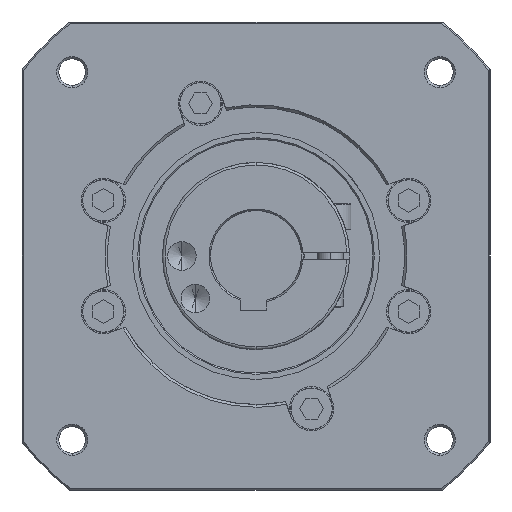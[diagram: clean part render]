
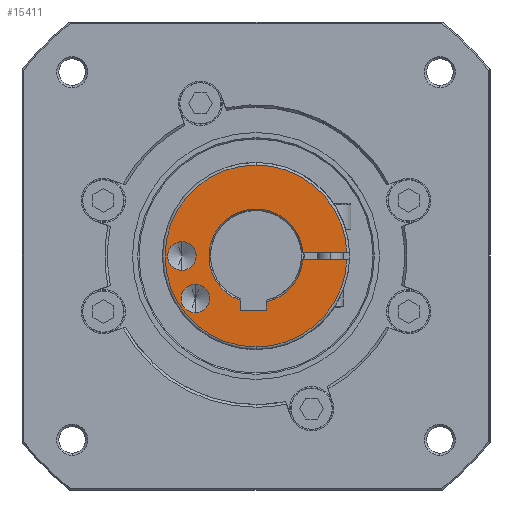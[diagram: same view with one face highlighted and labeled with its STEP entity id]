
A CAD part, left-side view. The second image highlights one B-rep face of the part: STEP entity #15411.
In plain terms, the highlighted planar face has unit normal (-1, 0, 0).
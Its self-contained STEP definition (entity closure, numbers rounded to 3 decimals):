
#76 = EDGE_LOOP ( 'NONE', ( #7278, #6779 ) ) ;
#368 = DIRECTION ( 'NONE',  ( 0., 0., -1. ) ) ;
#709 = VERTEX_POINT ( 'NONE', #13423 ) ;
#1060 = CARTESIAN_POINT ( 'NONE',  ( -202., -4., -20.8 ) ) ;
#1416 = CIRCLE ( 'NONE', #10764, 35. ) ;
#1603 = AXIS2_PLACEMENT_3D ( 'NONE', #5564, #17696, #10852 ) ;
#1676 = DIRECTION ( 'NONE',  ( -1., 0., 0. ) ) ;
#1715 = CARTESIAN_POINT ( 'NONE',  ( -202., 0., 0. ) ) ;
#2014 = CARTESIAN_POINT ( 'NONE',  ( -202., 23.346, -21.847 ) ) ;
#2439 = VERTEX_POINT ( 'NONE', #5510 ) ;
#2468 = VERTEX_POINT ( 'NONE', #21203 ) ;
#2824 = DIRECTION ( 'NONE',  ( 0., -1., 0. ) ) ;
#2897 = CARTESIAN_POINT ( 'NONE',  ( -202., 28.5, -5.5 ) ) ;
#3042 = FACE_OUTER_BOUND ( 'NONE', #17652, .T. ) ;
#3511 = DIRECTION ( 'NONE',  ( 0., 0., -1. ) ) ;
#3661 = AXIS2_PLACEMENT_3D ( 'NONE', #17326, #1676, #10421 ) ;
#4011 = ORIENTED_EDGE ( 'NONE', *, *, #4943, .F. ) ;
#4306 = CARTESIAN_POINT ( 'NONE',  ( -202., 0., 0. ) ) ;
#4513 = ORIENTED_EDGE ( 'NONE', *, *, #19675, .F. ) ;
#4514 = CARTESIAN_POINT ( 'NONE',  ( -202., -44.678, -1.5 ) ) ;
#4639 = ORIENTED_EDGE ( 'NONE', *, *, #6330, .T. ) ;
#4641 = CARTESIAN_POINT ( 'NONE',  ( -202., -44.678, 1.5 ) ) ;
#4787 = AXIS2_PLACEMENT_3D ( 'NONE', #12838, #10997, #18050 ) ;
#4892 = EDGE_LOOP ( 'NONE', ( #4513, #7079 ) ) ;
#4943 = EDGE_CURVE ( 'NONE', #709, #15397, #18920, .T. ) ;
#5076 = VERTEX_POINT ( 'NONE', #12158 ) ;
#5448 = VERTEX_POINT ( 'NONE', #16768 ) ;
#5450 = VERTEX_POINT ( 'NONE', #18592 ) ;
#5510 = CARTESIAN_POINT ( 'NONE',  ( -202., 6., -20.8 ) ) ;
#5564 = CARTESIAN_POINT ( 'NONE',  ( -202., 23.346, -16.347 ) ) ;
#6330 = EDGE_CURVE ( 'NONE', #709, #5448, #19960, .T. ) ;
#6549 = ORIENTED_EDGE ( 'NONE', *, *, #21592, .F. ) ;
#6599 = DIRECTION ( 'NONE',  ( 0., 0., -1. ) ) ;
#6779 = ORIENTED_EDGE ( 'NONE', *, *, #9165, .F. ) ;
#6966 = CARTESIAN_POINT ( 'NONE',  ( -202., -18.015, -1.5 ) ) ;
#7079 = ORIENTED_EDGE ( 'NONE', *, *, #18299, .F. ) ;
#7278 = ORIENTED_EDGE ( 'NONE', *, *, #19792, .F. ) ;
#7679 = FACE_BOUND ( 'NONE', #4892, .T. ) ;
#8023 = EDGE_CURVE ( 'NONE', #5448, #5450, #1416, .T. ) ;
#8199 = AXIS2_PLACEMENT_3D ( 'NONE', #16685, #13194, #18506 ) ;
#8237 = ORIENTED_EDGE ( 'NONE', *, *, #15639, .F. ) ;
#8722 = ORIENTED_EDGE ( 'NONE', *, *, #14288, .F. ) ;
#8811 = CARTESIAN_POINT ( 'NONE',  ( -202., 28.5, 5.5 ) ) ;
#9165 = EDGE_CURVE ( 'NONE', #18761, #22551, #21246, .T. ) ;
#9200 = ORIENTED_EDGE ( 'NONE', *, *, #13157, .T. ) ;
#9468 = EDGE_CURVE ( 'NONE', #19779, #17425, #16917, .T. ) ;
#9584 = DIRECTION ( 'NONE',  ( 0., 0., -1. ) ) ;
#10087 = DIRECTION ( 'NONE',  ( -1., 0., 0. ) ) ;
#10120 = LINE ( 'NONE', #22006, #14475 ) ;
#10421 = DIRECTION ( 'NONE',  ( 0., 0., -1. ) ) ;
#10592 = CARTESIAN_POINT ( 'NONE',  ( -202., 0., 0. ) ) ;
#10764 = AXIS2_PLACEMENT_3D ( 'NONE', #16578, #13166, #10955 ) ;
#10783 = CARTESIAN_POINT ( 'NONE',  ( -202., 28.5, 0. ) ) ;
#10847 = CARTESIAN_POINT ( 'NONE',  ( -202., -18.015, 1.5 ) ) ;
#10852 = DIRECTION ( 'NONE',  ( 0., 0., -1. ) ) ;
#10955 = DIRECTION ( 'NONE',  ( 0., 0., -1. ) ) ;
#10997 = DIRECTION ( 'NONE',  ( 1., 0., 0. ) ) ;
#11016 = CARTESIAN_POINT ( 'NONE',  ( -202., -34.968, -1.5 ) ) ;
#11055 = VERTEX_POINT ( 'NONE', #2014 ) ;
#11084 = LINE ( 'NONE', #1060, #17349 ) ;
#11254 = DIRECTION ( 'NONE',  ( 0., -1., 0. ) ) ;
#11285 = VERTEX_POINT ( 'NONE', #21888 ) ;
#11595 = VECTOR ( 'NONE', #22109, 1000. ) ;
#11746 = LINE ( 'NONE', #4514, #19885 ) ;
#11907 = CARTESIAN_POINT ( 'NONE',  ( -202., 6., -15.8 ) ) ;
#11980 = AXIS2_PLACEMENT_3D ( 'NONE', #10592, #15678, #3511 ) ;
#12034 = FACE_BOUND ( 'NONE', #76, .T. ) ;
#12060 = DIRECTION ( 'NONE',  ( 0., 0., -1. ) ) ;
#12158 = CARTESIAN_POINT ( 'NONE',  ( -202., 23.346, -10.847 ) ) ;
#12555 = VERTEX_POINT ( 'NONE', #11016 ) ;
#12706 = CIRCLE ( 'NONE', #3661, 5.5 ) ;
#12838 = CARTESIAN_POINT ( 'NONE',  ( -202., -18.077, 0. ) ) ;
#13134 = DIRECTION ( 'NONE',  ( -1., 0., 0. ) ) ;
#13157 = EDGE_CURVE ( 'NONE', #5450, #12555, #18068, .T. ) ;
#13166 = DIRECTION ( 'NONE',  ( -1., 0., 0. ) ) ;
#13194 = DIRECTION ( 'NONE',  ( -1., 0., 0. ) ) ;
#13423 = CARTESIAN_POINT ( 'NONE',  ( -202., -34.968, 1.5 ) ) ;
#13894 = ORIENTED_EDGE ( 'NONE', *, *, #17892, .F. ) ;
#14079 = DIRECTION ( 'NONE',  ( -1., 0., 0. ) ) ;
#14288 = EDGE_CURVE ( 'NONE', #15397, #11285, #22125, .T. ) ;
#14295 = ORIENTED_EDGE ( 'NONE', *, *, #22542, .F. ) ;
#14475 = VECTOR ( 'NONE', #17000, 1000. ) ;
#14527 = AXIS2_PLACEMENT_3D ( 'NONE', #1715, #10087, #12060 ) ;
#15283 = AXIS2_PLACEMENT_3D ( 'NONE', #4306, #13134, #21848 ) ;
#15397 = VERTEX_POINT ( 'NONE', #10847 ) ;
#15411 = ADVANCED_FACE ( 'NONE', ( #12034, #7679, #3042 ), #19668, .F. ) ;
#15639 = EDGE_CURVE ( 'NONE', #2468, #19779, #10120, .T. ) ;
#15678 = DIRECTION ( 'NONE',  ( -1., 0., 0. ) ) ;
#16554 = DIRECTION ( 'NONE',  ( -1., 0., 0. ) ) ;
#16578 = CARTESIAN_POINT ( 'NONE',  ( -202., 0., 0. ) ) ;
#16685 = CARTESIAN_POINT ( 'NONE',  ( -202., 28.5, 0. ) ) ;
#16768 = CARTESIAN_POINT ( 'NONE',  ( -202., 0., 35. ) ) ;
#16917 = CIRCLE ( 'NONE', #11980, 18.077 ) ;
#16998 = AXIS2_PLACEMENT_3D ( 'NONE', #18364, #16554, #9584 ) ;
#17000 = DIRECTION ( 'NONE',  ( 0., 0., 1. ) ) ;
#17326 = CARTESIAN_POINT ( 'NONE',  ( -202., 23.346, -16.347 ) ) ;
#17349 = VECTOR ( 'NONE', #11254, 1000. ) ;
#17425 = VERTEX_POINT ( 'NONE', #6966 ) ;
#17520 = ORIENTED_EDGE ( 'NONE', *, *, #9468, .F. ) ;
#17652 = EDGE_LOOP ( 'NONE', ( #13894, #6549, #8722, #4011, #4639, #21427, #9200, #14295, #17520, #8237 ) ) ;
#17696 = DIRECTION ( 'NONE',  ( -1., 0., 0. ) ) ;
#17892 = EDGE_CURVE ( 'NONE', #2439, #2468, #11084, .T. ) ;
#18050 = DIRECTION ( 'NONE',  ( 0., 0., 1. ) ) ;
#18068 = CIRCLE ( 'NONE', #14527, 35. ) ;
#18299 = EDGE_CURVE ( 'NONE', #5076, #11055, #22256, .T. ) ;
#18364 = CARTESIAN_POINT ( 'NONE',  ( -202., 0., 0. ) ) ;
#18506 = DIRECTION ( 'NONE',  ( 0., 0., -1. ) ) ;
#18588 = VECTOR ( 'NONE', #6599, 1000. ) ;
#18592 = CARTESIAN_POINT ( 'NONE',  ( -202., 0., -35. ) ) ;
#18761 = VERTEX_POINT ( 'NONE', #8811 ) ;
#18920 = LINE ( 'NONE', #4641, #11595 ) ;
#19132 = LINE ( 'NONE', #11907, #18588 ) ;
#19449 = CARTESIAN_POINT ( 'NONE',  ( -202., -4., -17.629 ) ) ;
#19668 = PLANE ( 'NONE',  #4787 ) ;
#19675 = EDGE_CURVE ( 'NONE', #11055, #5076, #12706, .T. ) ;
#19779 = VERTEX_POINT ( 'NONE', #19449 ) ;
#19792 = EDGE_CURVE ( 'NONE', #22551, #18761, #20820, .T. ) ;
#19885 = VECTOR ( 'NONE', #2824, 1000. ) ;
#19960 = CIRCLE ( 'NONE', #15283, 35. ) ;
#20820 = CIRCLE ( 'NONE', #21141, 5.5 ) ;
#21141 = AXIS2_PLACEMENT_3D ( 'NONE', #10783, #14079, #368 ) ;
#21203 = CARTESIAN_POINT ( 'NONE',  ( -202., -4., -20.8 ) ) ;
#21246 = CIRCLE ( 'NONE', #8199, 5.5 ) ;
#21427 = ORIENTED_EDGE ( 'NONE', *, *, #8023, .T. ) ;
#21592 = EDGE_CURVE ( 'NONE', #11285, #2439, #19132, .T. ) ;
#21848 = DIRECTION ( 'NONE',  ( 0., 0., -1. ) ) ;
#21888 = CARTESIAN_POINT ( 'NONE',  ( -202., 6., -17.053 ) ) ;
#22006 = CARTESIAN_POINT ( 'NONE',  ( -202., -4., -15.8 ) ) ;
#22109 = DIRECTION ( 'NONE',  ( 0., 1., 0. ) ) ;
#22125 = CIRCLE ( 'NONE', #16998, 18.077 ) ;
#22256 = CIRCLE ( 'NONE', #1603, 5.5 ) ;
#22542 = EDGE_CURVE ( 'NONE', #17425, #12555, #11746, .T. ) ;
#22551 = VERTEX_POINT ( 'NONE', #2897 ) ;
